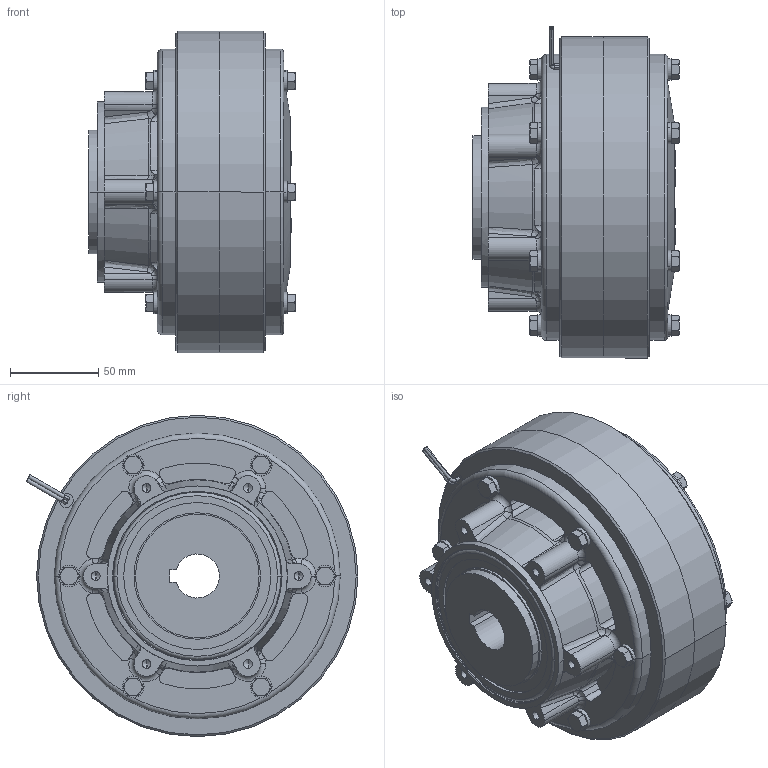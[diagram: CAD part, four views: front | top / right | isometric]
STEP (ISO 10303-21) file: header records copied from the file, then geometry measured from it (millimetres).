
FILE_DESCRIPTION (( 'STEP AP203' ), '1' );
FILE_NAME ('YPP616682.STEP', '2020-12-24T23:28:54', ( '' ), ( '' ), 'SwSTEP 2.0', 'SolidWorks 2016', '' );
FILE_SCHEMA (( 'CONFIG_CONTROL_DESIGN' ));
Length unit declared in the file: millimetre
Products named in the file (1): YPP616682
Bounding box: 116.8 x 187.97 x 182 mm (x, y, z)
Volume: 1992468.7 mm3; surface area: 198898.3 mm2
Topology: 38 solids, 38 shells, 646 faces, 1509 edges, 950 vertices
Faces by surface type: plane 264, cylinder 190, torus 123, bspline 36, cone 33
Entity records: 21025 total; most frequent: CARTESIAN_POINT 6690, ORIENTED_EDGE 2994, DIRECTION 2912, EDGE_CURVE 1497, AXIS2_PLACEMENT_3D 1184, VERTEX_POINT 950, EDGE_LOOP 673, ADVANCED_FACE 646
